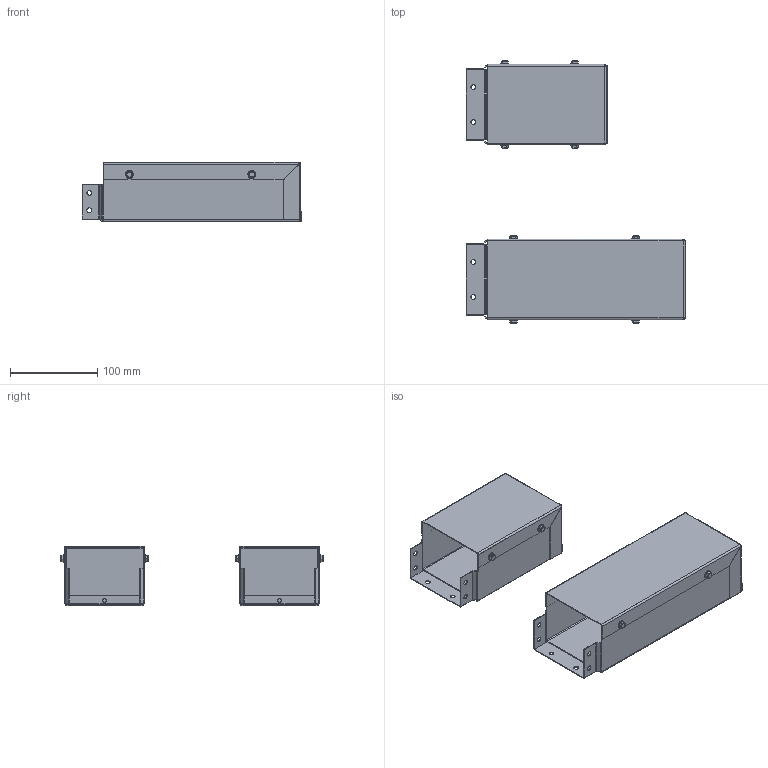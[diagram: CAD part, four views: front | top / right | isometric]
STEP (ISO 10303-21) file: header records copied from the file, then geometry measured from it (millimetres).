
FILE_DESCRIPTION((''),'2;1');
FILE_NAME('Schutzabdeckung MSL2-AB.stp','2012-11-26T10:35:24',('hartung_david'),(''),'Autodesk Inventor 2012','Autodesk Inventor 2012','');
FILE_SCHEMA(('AUTOMOTIVE_DESIGN { 1 0 10303 214 1 1 1 1 }'));
Length unit declared in the file: millimetre
Products named in the file (5): Schutzabdeckung MSL2-AB; Schutzabdeckung MSL2-AB2-020; Schutzabdeckung MSL2-AB2-010; Schutzabdeckung MSL2-AB1-020; Schutzabdeckung MSL2-AB1-010
Assembly tree (4 placements, depth 2):
  Schutzabdeckung MSL2-AB
    Schutzabdeckung MSL2-AB2-020
    Schutzabdeckung MSL2-AB2-010
    Schutzabdeckung MSL2-AB1-020
    Schutzabdeckung MSL2-AB1-010
Bounding box: 251 x 300 x 68 mm (x, y, z)
Volume: 151491.9 mm3; surface area: 305836.4 mm2
Topology: 4 solids, 4 shells, 1210 faces, 3386 edges, 2208 vertices
Faces by surface type: plane 640, cylinder 410, cone 136, torus 16, bspline 8
Full cylindrical faces by diameter (mm): 3.25 x8, 4 x18, 4.3 x8, 5.5 x12, 9 x8
Entity records: 39671 total; most frequent: CARTESIAN_POINT 7103, DIRECTION 6598, ORIENTED_EDGE 6488, EDGE_CURVE 3244, AXIS2_PLACEMENT_3D 2263, VERTEX_POINT 2176, VECTOR 2072, LINE 2072
